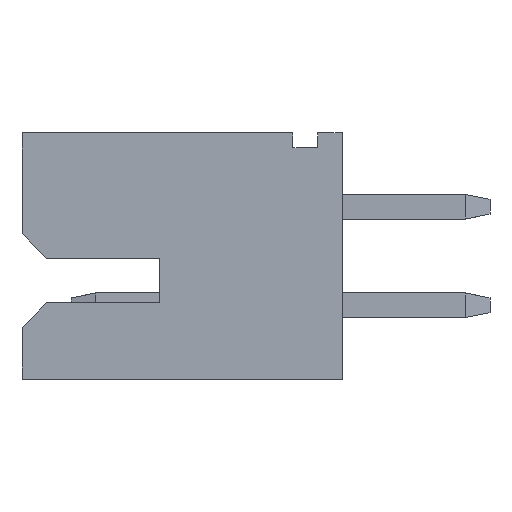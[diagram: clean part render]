
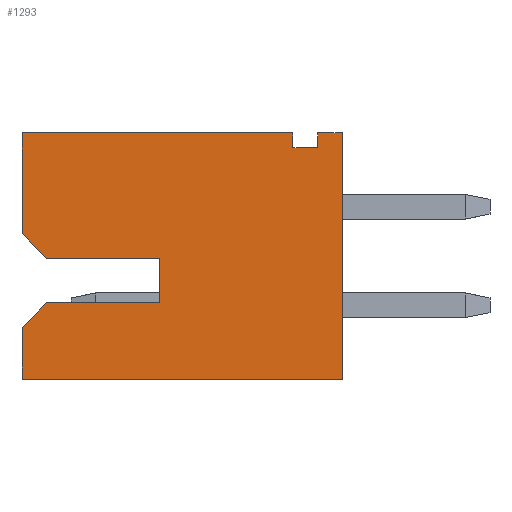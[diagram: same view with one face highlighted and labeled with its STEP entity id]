
A CAD part, left-side view. The second image highlights one B-rep face of the part: STEP entity #1293.
In plain terms, the highlighted planar face has unit normal (-1, 0, 0).
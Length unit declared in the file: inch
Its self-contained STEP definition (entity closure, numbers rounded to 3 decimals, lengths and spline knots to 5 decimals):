
#54 = VERTEX_POINT ( 'NONE', #3752 ) ;
#63 = CARTESIAN_POINT ( 'NONE',  ( -0.35355, 0.14079, 0.41142 ) ) ;
#75 = CARTESIAN_POINT ( 'NONE',  ( -0.35355, 0.14079, 0.49213 ) ) ;
#93 = LINE ( 'NONE', #4145, #1783 ) ;
#200 = CARTESIAN_POINT ( 'NONE',  ( -0.35355, 0.01284, 0.39173 ) ) ;
#216 = ORIENTED_EDGE ( 'NONE', *, *, #4043, .F. ) ;
#260 = EDGE_CURVE ( 'NONE', #727, #2108, #2505, .T. ) ;
#280 = EDGE_CURVE ( 'NONE', #2399, #1673, #4008, .T. ) ;
#286 = EDGE_CURVE ( 'NONE', #4215, #706, #3645, .T. ) ;
#292 = EDGE_CURVE ( 'NONE', #706, #1260, #3882, .T. ) ;
#316 = LINE ( 'NONE', #63, #3716 ) ;
#365 = DIRECTION ( 'NONE',  ( 0., -1., 0. ) ) ;
#515 = CARTESIAN_POINT ( 'NONE',  ( -0.35355, 0.14079, 0.41142 ) ) ;
#530 = ORIENTED_EDGE ( 'NONE', *, *, #4009, .T. ) ;
#560 = EDGE_LOOP ( 'NONE', ( #2626, #3186, #2661, #530, #892, #2242, #2780, #3252, #216, #3826, #2483, #824, #1425, #2516 ) ) ;
#684 = EDGE_CURVE ( 'NONE', #54, #727, #1169, .T. ) ;
#706 = VERTEX_POINT ( 'NONE', #1118 ) ;
#727 = VERTEX_POINT ( 'NONE', #931 ) ;
#765 = EDGE_CURVE ( 'NONE', #1260, #54, #2166, .T. ) ;
#769 = DIRECTION ( 'NONE',  ( 0., 0., -1. ) ) ;
#774 = VECTOR ( 'NONE', #769, 39.37008 ) ;
#808 = CARTESIAN_POINT ( 'NONE',  ( -0.35355, 0.03056, 0.3937 ) ) ;
#816 = VECTOR ( 'NONE', #3632, 39.37008 ) ;
#824 = ORIENTED_EDGE ( 'NONE', *, *, #286, .T. ) ;
#892 = ORIENTED_EDGE ( 'NONE', *, *, #3993, .T. ) ;
#931 = CARTESIAN_POINT ( 'NONE',  ( -0.35355, -0.07574, 0.49213 ) ) ;
#940 = DIRECTION ( 'NONE',  ( 0., 1., 0. ) ) ;
#991 = LINE ( 'NONE', #1002, #4293 ) ;
#1002 = CARTESIAN_POINT ( 'NONE',  ( -0.35355, -0.11511, 0.3937 ) ) ;
#1076 = VECTOR ( 'NONE', #2341, 39.37008 ) ;
#1118 = CARTESIAN_POINT ( 'NONE',  ( -0.35355, -0.09543, 0.49213 ) ) ;
#1150 = CARTESIAN_POINT ( 'NONE',  ( -0.35355, 0.01284, 0.3563 ) ) ;
#1169 = LINE ( 'NONE', #3222, #1213 ) ;
#1176 = LINE ( 'NONE', #2416, #1076 ) ;
#1213 = VECTOR ( 'NONE', #3334, 39.37008 ) ;
#1250 = VECTOR ( 'NONE', #2680, 39.37008 ) ;
#1260 = VERTEX_POINT ( 'NONE', #4123 ) ;
#1293 = ADVANCED_FACE ( 'NONE', ( #1407 ), #4368, .T. ) ;
#1407 = FACE_OUTER_BOUND ( 'NONE', #560, .T. ) ;
#1425 = ORIENTED_EDGE ( 'NONE', *, *, #292, .T. ) ;
#1480 = VERTEX_POINT ( 'NONE', #3704 ) ;
#1551 = LINE ( 'NONE', #808, #774 ) ;
#1555 = CARTESIAN_POINT ( 'NONE',  ( -0.35355, 0.01284, 0.49213 ) ) ;
#1581 = DIRECTION ( 'NONE',  ( 0., 0.707, -0.707 ) ) ;
#1614 = DIRECTION ( 'NONE',  ( 0., 1., 0. ) ) ;
#1629 = VERTEX_POINT ( 'NONE', #3277 ) ;
#1648 = VECTOR ( 'NONE', #940, 39.37008 ) ;
#1673 = VERTEX_POINT ( 'NONE', #4034 ) ;
#1741 = CARTESIAN_POINT ( 'NONE',  ( -0.35355, 0.12111, 0.3563 ) ) ;
#1783 = VECTOR ( 'NONE', #4129, 39.37008 ) ;
#1794 = DIRECTION ( 'NONE',  ( 0., 0., 1. ) ) ;
#1862 = VECTOR ( 'NONE', #1614, 39.37008 ) ;
#1973 = VERTEX_POINT ( 'NONE', #2754 ) ;
#2108 = VERTEX_POINT ( 'NONE', #75 ) ;
#2120 = LINE ( 'NONE', #1741, #3442 ) ;
#2166 = LINE ( 'NONE', #3467, #816 ) ;
#2242 = ORIENTED_EDGE ( 'NONE', *, *, #3962, .T. ) ;
#2290 = VERTEX_POINT ( 'NONE', #3360 ) ;
#2321 = AXIS2_PLACEMENT_3D ( 'NONE', #3792, #3772, #3711 ) ;
#2341 = DIRECTION ( 'NONE',  ( 0., 0., -1. ) ) ;
#2399 = VERTEX_POINT ( 'NONE', #3139 ) ;
#2416 = CARTESIAN_POINT ( 'NONE',  ( -0.35355, 0.14079, 0.3937 ) ) ;
#2483 = ORIENTED_EDGE ( 'NONE', *, *, #3476, .T. ) ;
#2505 = LINE ( 'NONE', #1555, #1862 ) ;
#2516 = ORIENTED_EDGE ( 'NONE', *, *, #765, .T. ) ;
#2586 = CARTESIAN_POINT ( 'NONE',  ( -0.35355, 0.12111, 0.3563 ) ) ;
#2626 = ORIENTED_EDGE ( 'NONE', *, *, #684, .T. ) ;
#2661 = ORIENTED_EDGE ( 'NONE', *, *, #4363, .T. ) ;
#2680 = DIRECTION ( 'NONE',  ( 0., 1., 0. ) ) ;
#2754 = CARTESIAN_POINT ( 'NONE',  ( -0.35355, 0.14079, 0.33661 ) ) ;
#2780 = ORIENTED_EDGE ( 'NONE', *, *, #3952, .T. ) ;
#2946 = VERTEX_POINT ( 'NONE', #515 ) ;
#3066 = VERTEX_POINT ( 'NONE', #2586 ) ;
#3139 = CARTESIAN_POINT ( 'NONE',  ( -0.35355, -0.11511, 0.29528 ) ) ;
#3171 = CARTESIAN_POINT ( 'NONE',  ( -0.35355, -0.11511, 0.49213 ) ) ;
#3186 = ORIENTED_EDGE ( 'NONE', *, *, #260, .T. ) ;
#3222 = CARTESIAN_POINT ( 'NONE',  ( -0.35355, -0.07574, 0.48622 ) ) ;
#3223 = LINE ( 'NONE', #200, #3960 ) ;
#3237 = DIRECTION ( 'NONE',  ( 0., 0., -1. ) ) ;
#3252 = ORIENTED_EDGE ( 'NONE', *, *, #3931, .T. ) ;
#3277 = CARTESIAN_POINT ( 'NONE',  ( -0.35355, 0.03056, 0.3563 ) ) ;
#3307 = VECTOR ( 'NONE', #3237, 39.37008 ) ;
#3326 = LINE ( 'NONE', #1150, #1648 ) ;
#3334 = DIRECTION ( 'NONE',  ( 0., 0., 1. ) ) ;
#3360 = CARTESIAN_POINT ( 'NONE',  ( -0.35355, 0.12111, 0.39173 ) ) ;
#3413 = CARTESIAN_POINT ( 'NONE',  ( -0.35355, -0.09543, 0.48622 ) ) ;
#3442 = VECTOR ( 'NONE', #1581, 39.37008 ) ;
#3467 = CARTESIAN_POINT ( 'NONE',  ( -0.35355, -0.08558, 0.48031 ) ) ;
#3476 = EDGE_CURVE ( 'NONE', #2399, #4215, #991, .T. ) ;
#3509 = DIRECTION ( 'NONE',  ( 0., 1., 0. ) ) ;
#3632 = DIRECTION ( 'NONE',  ( 0., 1., 0. ) ) ;
#3645 = LINE ( 'NONE', #3805, #1250 ) ;
#3647 = CARTESIAN_POINT ( 'NONE',  ( -0.35355, 0.01284, 0.29528 ) ) ;
#3704 = CARTESIAN_POINT ( 'NONE',  ( -0.35355, 0.03056, 0.39173 ) ) ;
#3711 = DIRECTION ( 'NONE',  ( 0., 0., -1. ) ) ;
#3716 = VECTOR ( 'NONE', #4310, 39.37008 ) ;
#3752 = CARTESIAN_POINT ( 'NONE',  ( -0.35355, -0.07574, 0.48031 ) ) ;
#3772 = DIRECTION ( 'NONE',  ( -1., 0., 0. ) ) ;
#3792 = CARTESIAN_POINT ( 'NONE',  ( -0.35355, 0.14079, 0.49213 ) ) ;
#3805 = CARTESIAN_POINT ( 'NONE',  ( -0.35355, -0.10527, 0.49213 ) ) ;
#3826 = ORIENTED_EDGE ( 'NONE', *, *, #280, .F. ) ;
#3882 = LINE ( 'NONE', #3413, #3307 ) ;
#3931 = EDGE_CURVE ( 'NONE', #3066, #1973, #2120, .T. ) ;
#3952 = EDGE_CURVE ( 'NONE', #1629, #3066, #3326, .T. ) ;
#3960 = VECTOR ( 'NONE', #365, 39.37008 ) ;
#3962 = EDGE_CURVE ( 'NONE', #1480, #1629, #1551, .T. ) ;
#3993 = EDGE_CURVE ( 'NONE', #2290, #1480, #3223, .T. ) ;
#3994 = VECTOR ( 'NONE', #3509, 39.37008 ) ;
#4008 = LINE ( 'NONE', #3647, #3994 ) ;
#4009 = EDGE_CURVE ( 'NONE', #2946, #2290, #316, .T. ) ;
#4034 = CARTESIAN_POINT ( 'NONE',  ( -0.35355, 0.14079, 0.29528 ) ) ;
#4043 = EDGE_CURVE ( 'NONE', #1673, #1973, #93, .T. ) ;
#4123 = CARTESIAN_POINT ( 'NONE',  ( -0.35355, -0.09543, 0.48031 ) ) ;
#4129 = DIRECTION ( 'NONE',  ( 0., 0., 1. ) ) ;
#4145 = CARTESIAN_POINT ( 'NONE',  ( -0.35355, 0.14079, 0.31594 ) ) ;
#4215 = VERTEX_POINT ( 'NONE', #3171 ) ;
#4293 = VECTOR ( 'NONE', #1794, 39.37008 ) ;
#4310 = DIRECTION ( 'NONE',  ( 0., -0.707, -0.707 ) ) ;
#4363 = EDGE_CURVE ( 'NONE', #2108, #2946, #1176, .T. ) ;
#4368 = PLANE ( 'NONE',  #2321 ) ;
